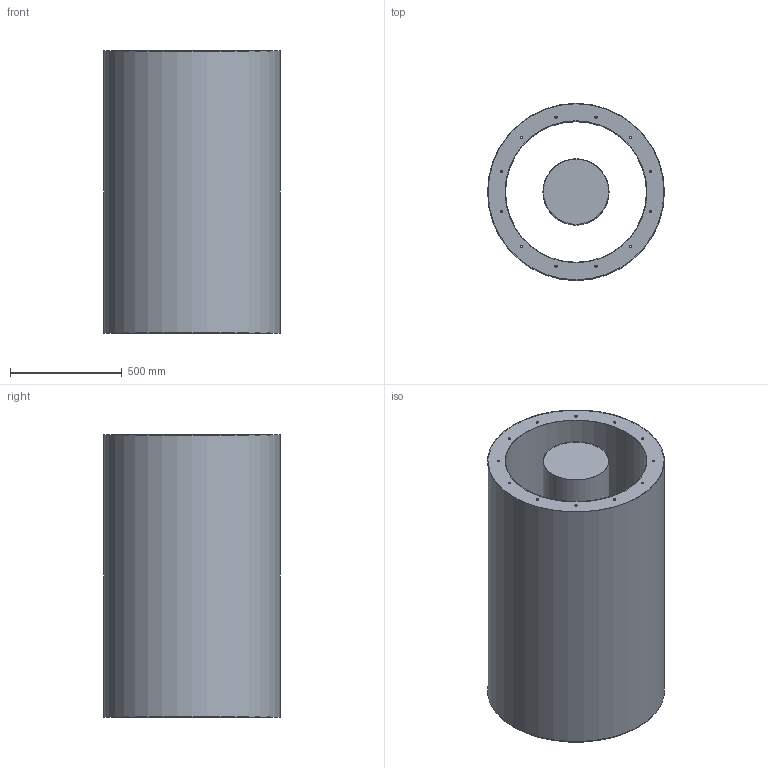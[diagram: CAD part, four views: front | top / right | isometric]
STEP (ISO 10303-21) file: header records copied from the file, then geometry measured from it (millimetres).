
FILE_DESCRIPTION (( 'STEP AP203' ), '1' );
FILE_NAME ('CCsb63x2D_1SI0634.STEP', '2022-02-23T12:46:46', ( '' ), ( '' ), 'SwSTEP 2.0', 'SolidWorks 2018', '' );
FILE_SCHEMA (( 'CONFIG_CONTROL_DESIGN' ));
Length unit declared in the file: millimetre
Products named in the file (1): CCsb63x2D_1SI0634
Bounding box: 790 x 790 x 1260 mm (x, y, z)
Volume: 14501846.2 mm3; surface area: 14503379.3 mm2
Topology: 2 solids, 3 shells, 38 faces, 114 edges, 84 vertices
Faces by surface type: cylinder 30, plane 8
Full cylindrical faces by diameter (mm): 10 x24, 291 x1, 295 x1, 630 x1, 634 x1, 786 x1, 790 x1
Entity records: 1157 total; most frequent: DIRECTION 198, CARTESIAN_POINT 159, ORIENTED_EDGE 120, EDGE_LOOP 120, AXIS2_PLACEMENT_3D 99, FACE_OUTER_BOUND 68, VERTEX_POINT 60, EDGE_CURVE 60
